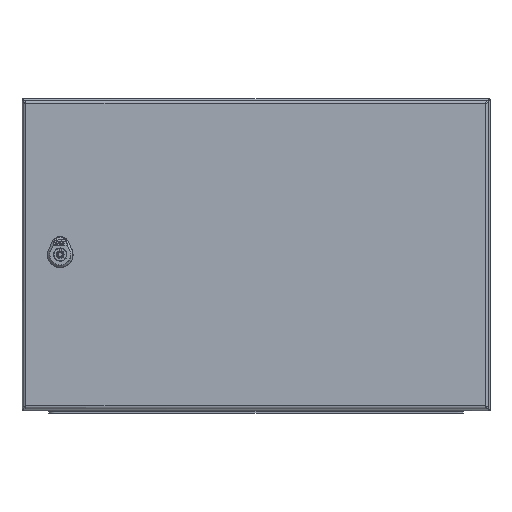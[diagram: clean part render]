
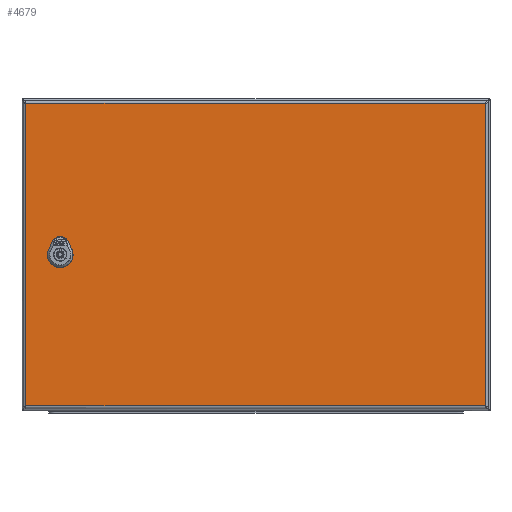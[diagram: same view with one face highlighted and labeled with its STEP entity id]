
A CAD part, top view. The second image highlights one B-rep face of the part: STEP entity #4679.
In plain terms, the highlighted face is planar.
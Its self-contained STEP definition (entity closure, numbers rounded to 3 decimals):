
#3493=PLANE('',#19882);
#3902=FACE_BOUND('',#6993,.T.);
#3903=FACE_BOUND('',#6994,.T.);
#4679=ADVANCED_FACE('',(#3902,#3903),#3493,.F.);
#6993=EDGE_LOOP('',(#12602,#12603,#12604,#12605,#12606,#12607,#12608,#12609));
#6994=EDGE_LOOP('',(#12610,#12611,#12612,#12613));
#8298=LINE('',#32748,#9511);
#8299=LINE('',#32753,#9512);
#8300=LINE('',#32757,#9513);
#8301=LINE('',#32761,#9514);
#8302=LINE('',#32764,#9515);
#8303=LINE('',#32767,#9516);
#8304=LINE('',#32769,#9517);
#8305=LINE('',#32771,#9518);
#9511=VECTOR('',#23046,1.);
#9512=VECTOR('',#23049,1.);
#9513=VECTOR('',#23052,1.);
#9514=VECTOR('',#23055,1.);
#9515=VECTOR('',#23058,1.);
#9516=VECTOR('',#23059,1.);
#9517=VECTOR('',#23060,1.);
#9518=VECTOR('',#23061,1.);
#12602=ORIENTED_EDGE('',*,*,#17382,.T.);
#12603=ORIENTED_EDGE('',*,*,#17383,.T.);
#12604=ORIENTED_EDGE('',*,*,#17384,.T.);
#12605=ORIENTED_EDGE('',*,*,#17385,.T.);
#12606=ORIENTED_EDGE('',*,*,#17386,.T.);
#12607=ORIENTED_EDGE('',*,*,#17387,.T.);
#12608=ORIENTED_EDGE('',*,*,#17388,.T.);
#12609=ORIENTED_EDGE('',*,*,#17389,.T.);
#12610=ORIENTED_EDGE('',*,*,#17390,.T.);
#12611=ORIENTED_EDGE('',*,*,#17391,.T.);
#12612=ORIENTED_EDGE('',*,*,#17392,.T.);
#12613=ORIENTED_EDGE('',*,*,#17393,.T.);
#15451=VERTEX_POINT('',#32749);
#15452=VERTEX_POINT('',#32750);
#15453=VERTEX_POINT('',#32752);
#15454=VERTEX_POINT('',#32754);
#15455=VERTEX_POINT('',#32756);
#15456=VERTEX_POINT('',#32758);
#15457=VERTEX_POINT('',#32760);
#15458=VERTEX_POINT('',#32762);
#15459=VERTEX_POINT('',#32765);
#15460=VERTEX_POINT('',#32766);
#15461=VERTEX_POINT('',#32768);
#15462=VERTEX_POINT('',#32770);
#17382=EDGE_CURVE('',#15451,#15452,#8298,.T.);
#17383=EDGE_CURVE('',#15452,#15453,#18732,.T.);
#17384=EDGE_CURVE('',#15453,#15454,#8299,.T.);
#17385=EDGE_CURVE('',#15454,#15455,#18733,.T.);
#17386=EDGE_CURVE('',#15455,#15456,#8300,.T.);
#17387=EDGE_CURVE('',#15456,#15457,#18734,.T.);
#17388=EDGE_CURVE('',#15457,#15458,#8301,.T.);
#17389=EDGE_CURVE('',#15458,#15451,#18735,.T.);
#17390=EDGE_CURVE('',#15459,#15460,#8302,.T.);
#17391=EDGE_CURVE('',#15460,#15461,#8303,.T.);
#17392=EDGE_CURVE('',#15461,#15462,#8304,.T.);
#17393=EDGE_CURVE('',#15462,#15459,#8305,.T.);
#18732=CIRCLE('',#19878,11.25);
#18733=CIRCLE('',#19879,11.25);
#18734=CIRCLE('',#19880,11.25);
#18735=CIRCLE('',#19881,11.25);
#19878=AXIS2_PLACEMENT_3D('',#32751,#23047,#23048);
#19879=AXIS2_PLACEMENT_3D('',#32755,#23050,#23051);
#19880=AXIS2_PLACEMENT_3D('',#32759,#23053,#23054);
#19881=AXIS2_PLACEMENT_3D('',#32763,#23056,#23057);
#19882=AXIS2_PLACEMENT_3D('',#32772,#23062,#23063);
#23046=DIRECTION('',(-1.,0.,0.));
#23047=DIRECTION('',(0.,0.,1.));
#23048=DIRECTION('',(1.,0.,0.));
#23049=DIRECTION('',(0.,-1.,0.));
#23050=DIRECTION('',(0.,0.,1.));
#23051=DIRECTION('',(1.,0.,0.));
#23052=DIRECTION('',(1.,0.,0.));
#23053=DIRECTION('',(0.,0.,1.));
#23054=DIRECTION('',(1.,0.,0.));
#23055=DIRECTION('',(0.,1.,0.));
#23056=DIRECTION('',(0.,0.,1.));
#23057=DIRECTION('',(1.,0.,0.));
#23058=DIRECTION('',(0.,1.,0.));
#23059=DIRECTION('',(1.,0.,0.));
#23060=DIRECTION('',(0.,-1.,0.));
#23061=DIRECTION('',(-1.,0.,0.));
#23062=DIRECTION('',(0.,0.,1.));
#23063=DIRECTION('',(1.,0.,0.));
#32748=CARTESIAN_POINT('',(-295.75,10.2,0.));
#32749=CARTESIAN_POINT('',(255.496,10.2,0.));
#32750=CARTESIAN_POINT('',(246.004,10.2,0.));
#32751=CARTESIAN_POINT('',(250.75,0.,0.));
#32752=CARTESIAN_POINT('',(240.55,4.746,0.));
#32753=CARTESIAN_POINT('',(240.55,-195.,0.));
#32754=CARTESIAN_POINT('',(240.55,-4.746,0.));
#32755=CARTESIAN_POINT('',(250.75,0.,0.));
#32756=CARTESIAN_POINT('',(246.004,-10.2,0.));
#32757=CARTESIAN_POINT('',(-295.75,-10.2,0.));
#32758=CARTESIAN_POINT('',(255.496,-10.2,0.));
#32759=CARTESIAN_POINT('',(250.75,0.,0.));
#32760=CARTESIAN_POINT('',(260.95,-4.746,0.));
#32761=CARTESIAN_POINT('',(260.95,-195.,0.));
#32762=CARTESIAN_POINT('',(260.95,4.746,0.));
#32763=CARTESIAN_POINT('',(250.75,0.,0.));
#32764=CARTESIAN_POINT('',(-294.75,-195.,0.));
#32765=CARTESIAN_POINT('',(-294.75,-194.,0.));
#32766=CARTESIAN_POINT('',(-294.75,194.,0.));
#32767=CARTESIAN_POINT('',(-295.75,194.,0.));
#32768=CARTESIAN_POINT('',(294.75,194.,0.));
#32769=CARTESIAN_POINT('',(294.75,-195.,0.));
#32770=CARTESIAN_POINT('',(294.75,-194.,0.));
#32771=CARTESIAN_POINT('',(-295.75,-194.,0.));
#32772=CARTESIAN_POINT('',(-295.75,-195.,0.));
